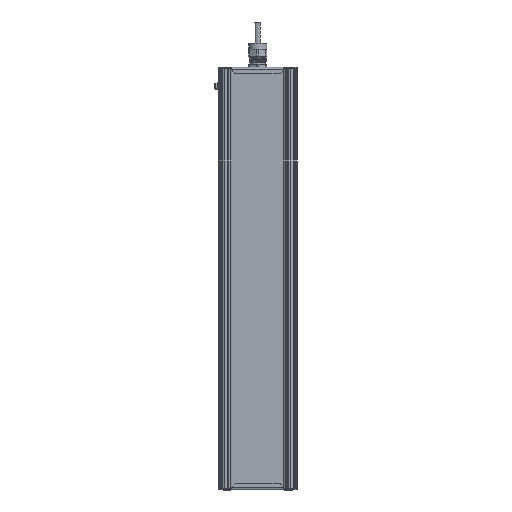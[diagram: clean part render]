
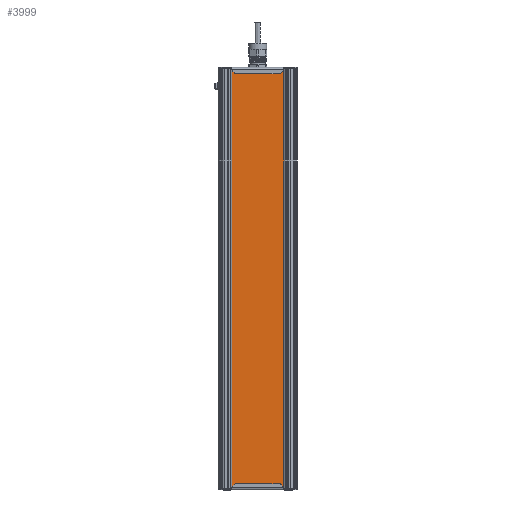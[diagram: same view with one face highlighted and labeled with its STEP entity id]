
A CAD part, front view. The second image highlights one B-rep face of the part: STEP entity #3999.
In plain terms, the highlighted face is planar.
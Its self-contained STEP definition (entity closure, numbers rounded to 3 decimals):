
#3999=ADVANCED_FACE('',(#28754),#28756,.T.);
#28754=FACE_BOUND('',#28755,.T.);
#28755=EDGE_LOOP('',(#36021,#36022,#36023,#36024));
#28756=PLANE('',#28757);
#28757=AXIS2_PLACEMENT_3D('',#28758,#28759,#28760);
#28758=CARTESIAN_POINT('',(4.499,-43.173,-597.));
#28759=DIRECTION('',(1.,0.,0.));
#28760=DIRECTION('',(0.,1.,0.));
#36021=ORIENTED_EDGE('',*,*,#40064,.F.);
#36022=ORIENTED_EDGE('',*,*,#40068,.T.);
#36023=ORIENTED_EDGE('',*,*,#40069,.F.);
#36024=ORIENTED_EDGE('',*,*,#40070,.F.);
#40064=EDGE_CURVE('',#44237,#44239,#44240,.T.);
#40068=EDGE_CURVE('',#44237,#44244,#44246,.T.);
#40069=EDGE_CURVE('',#44247,#44244,#44248,.T.);
#40070=EDGE_CURVE('',#44239,#44247,#44249,.T.);
#44237=VERTEX_POINT('',#57424);
#44239=VERTEX_POINT('',#57428);
#44240=LINE('',#57429,#57430);
#44244=VERTEX_POINT('',#57439);
#44246=LINE('',#57443,#57444);
#44247=VERTEX_POINT('',#57446);
#44248=LINE('',#57447,#57448);
#44249=LINE('',#57450,#57451);
#57424=CARTESIAN_POINT('',(4.499,43.173,-596.));
#57428=CARTESIAN_POINT('',(4.499,-43.173,-596.));
#57429=CARTESIAN_POINT('',(4.499,43.173,-596.));
#57430=VECTOR('',#57431,1.);
#57431=DIRECTION('',(0.,-1.,0.));
#57439=CARTESIAN_POINT('',(4.499,43.173,0.));
#57443=CARTESIAN_POINT('',(4.499,43.173,-596.));
#57444=VECTOR('',#57445,1.);
#57445=DIRECTION('',(0.,0.,1.));
#57446=CARTESIAN_POINT('',(4.499,-43.173,0.));
#57447=CARTESIAN_POINT('',(4.499,-43.173,0.));
#57448=VECTOR('',#57449,1.);
#57449=DIRECTION('',(0.,1.,0.));
#57450=CARTESIAN_POINT('',(4.499,-43.173,-596.));
#57451=VECTOR('',#57452,1.);
#57452=DIRECTION('',(0.,0.,1.));
